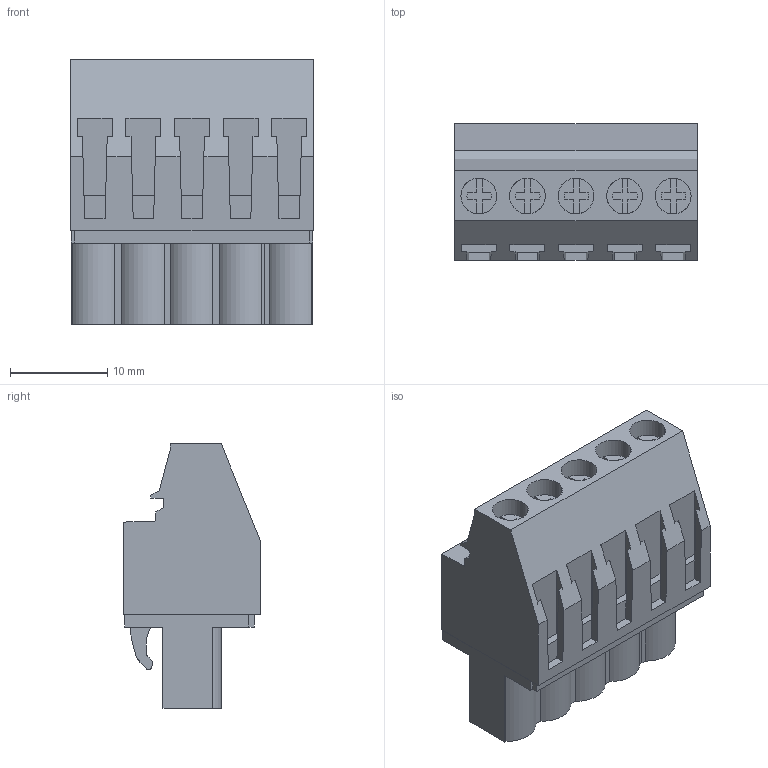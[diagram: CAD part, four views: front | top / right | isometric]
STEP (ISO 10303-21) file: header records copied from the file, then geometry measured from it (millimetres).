
FILE_DESCRIPTION(('CATIA V5 STEP Exchange','CAx-IF Rec.Pracs.--- Model Styling and Organization---1.2---2011-12-15'),'2;1');
FILE_NAME ('D1460424_0_1958270000_1958270000.stp','2017-09-20T13:05:36+00:00',('none'),('Weidmueller'),'CATIA Version 5-6 Release 2014','CATIA V5 STEP AP214','none');
FILE_SCHEMA(('AUTOMOTIVE_DESIGN { 1 0 10303 214 1 1 1 1 }'));
Length unit declared in the file: millimetre
Products named in the file (1): 1958270000
Bounding box: 25 x 14.05 x 27.2 mm (x, y, z)
Volume: 5710.3 mm3; surface area: 3673.4 mm2
Topology: 6 solids, 6 shells, 350 faces, 967 edges, 650 vertices
Faces by surface type: plane 297, cylinder 43, extrusion 10
Entity records: 10598 total; most frequent: CARTESIAN_POINT 2071, ORIENTED_EDGE 1934, DIRECTION 1425, EDGE_CURVE 967, VECTOR 841, LINE 831, VERTEX_POINT 650, EDGE_LOOP 371
